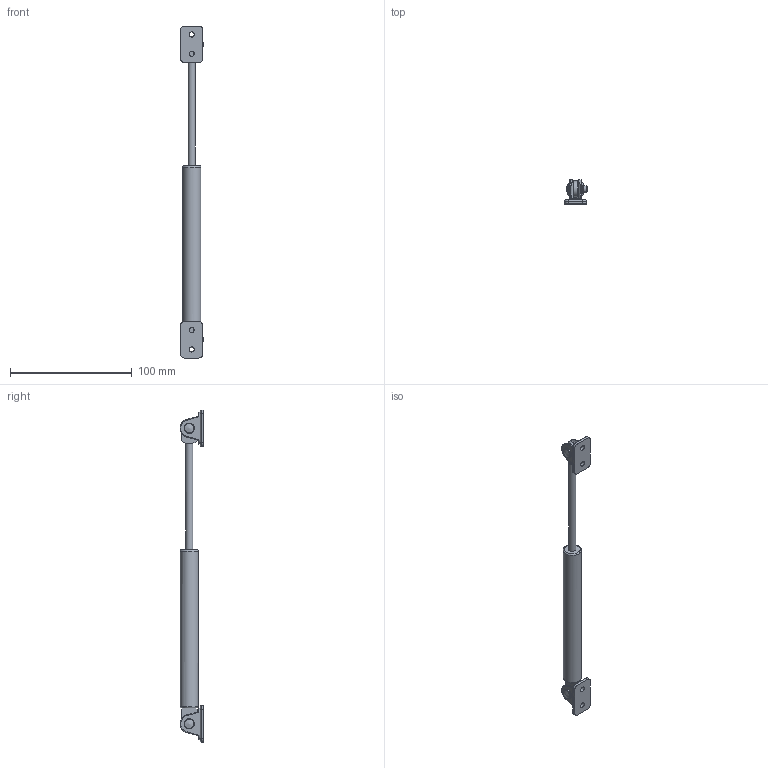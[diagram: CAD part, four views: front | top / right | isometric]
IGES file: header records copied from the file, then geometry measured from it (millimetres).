
Global section: file name: 700013; native system: Autodesk Inventor 2021; preprocessor: unknown; author: Mrówczyńska,,; organization: 11; date: 20221010.092906; units: millimetre
Bounding box: 18.5 x 19.5 x 273 mm (x, y, z)
Volume: 30116.2 mm3; surface area: 17884.9 mm2
Topology: 6 solids, 6 shells, 171 faces, 445 edges, 297 vertices
Faces by surface type: bspline 171
